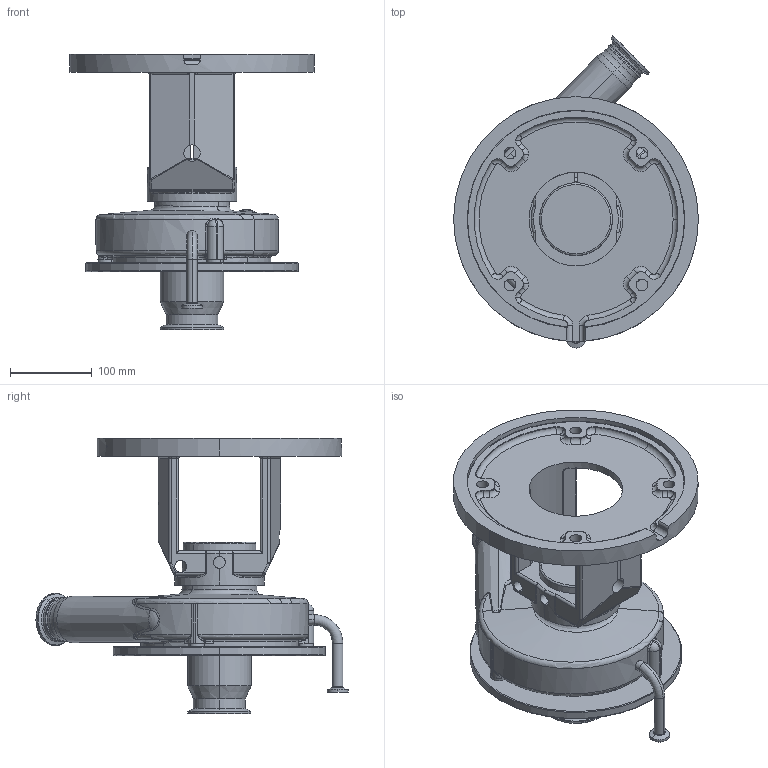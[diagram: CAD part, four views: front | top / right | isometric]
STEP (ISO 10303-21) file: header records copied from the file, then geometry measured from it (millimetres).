
FILE_DESCRIPTION (( 'STEP AP214' ), '1' );
FILE_NAME ('FPR 3531-3532 280TC 45L 1-2 IN ELBOW FRONT DRAIN.STEP', '2022-12-21T17:35:28', ( '' ), ( '' ), 'SwSTEP 2.0', 'SolidWorks 2021', '' );
FILE_SCHEMA (( 'AUTOMOTIVE_DESIGN' ));
Length unit declared in the file: millimetre
Products named in the file (1): FPR 3531-3532 280TC 45L 1-2 IN ELBOW FRONT DRAIN
Bounding box: 300 x 382.53 x 337.5 mm (x, y, z)
Volume: 4396402.9 mm3; surface area: 548194.7 mm2
Topology: 1 solids, 2 shells, 569 faces, 1401 edges, 827 vertices
Faces by surface type: cylinder 221, torus 136, plane 83, bspline 71, cone 38, sphere 20
Entity records: 23534 total; most frequent: CARTESIAN_POINT 10400, DIRECTION 2835, ORIENTED_EDGE 2778, EDGE_CURVE 1389, AXIS2_PLACEMENT_3D 1215, VERTEX_POINT 826, CIRCLE 716, EDGE_LOOP 601
